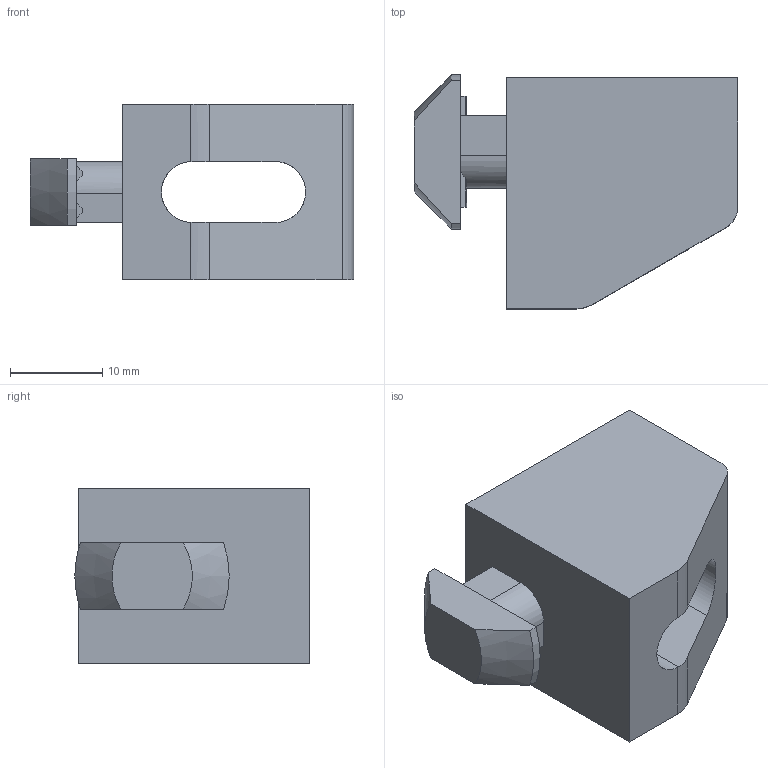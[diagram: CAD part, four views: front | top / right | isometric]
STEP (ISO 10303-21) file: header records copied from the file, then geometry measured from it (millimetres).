
FILE_DESCRIPTION (( 'STEP AP214' ), '1' );
FILE_NAME ('094003M6.STEP', '2014-08-19T07:07:03', ( '' ), ( '' ), 'SwSTEP 2.0', 'SolidWorks 2014', '' );
FILE_SCHEMA (( 'AUTOMOTIVE_DESIGN' ));
Length unit declared in the file: millimetre
Products named in the file (2): 094003M6; 094003_Standard
Assembly tree (1 placements, depth 2):
  094003M6
    094003_Standard
Bounding box: 35 x 25.35 x 19 mm (x, y, z)
Volume: 8947.9 mm3; surface area: 3959.6 mm2
Topology: 1 solids, 1 shells, 45 faces, 126 edges, 84 vertices
Faces by surface type: plane 29, cylinder 14, cone 2
Entity records: 1539 total; most frequent: CARTESIAN_POINT 310, ORIENTED_EDGE 252, DIRECTION 240, EDGE_CURVE 126, VECTOR 84, VERTEX_POINT 84, LINE 84, AXIS2_PLACEMENT_3D 78
